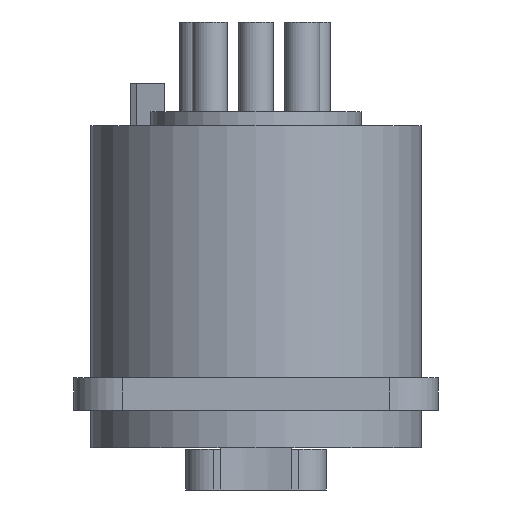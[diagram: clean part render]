
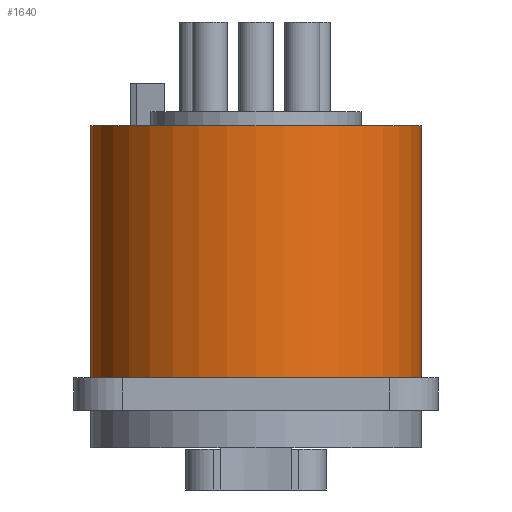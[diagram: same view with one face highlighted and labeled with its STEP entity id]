
A CAD part, front view. The second image highlights one B-rep face of the part: STEP entity #1640.
In plain terms, the highlighted cylindrical face has radius 11.8 mm (diameter 23.6 mm), a partial arc.
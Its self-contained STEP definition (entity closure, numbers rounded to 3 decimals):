
#161=CARTESIAN_POINT('',(0.,0.,2.3));
#162=DIRECTION('',(0.,0.,-1.));
#163=DIRECTION('',(1.,0.,0.));
#164=AXIS2_PLACEMENT_3D('',#161,#162,#163);
#218=DIRECTION('',(0.,0.,-1.));
#219=VECTOR('',#218,18.);
#220=CARTESIAN_POINT('',(-11.8,0.,20.3));
#221=LINE('',#220,#219);
#234=DIRECTION('',(0.,0.,-1.));
#235=VECTOR('',#234,18.);
#236=CARTESIAN_POINT('',(11.8,0.,20.3));
#237=LINE('',#236,#235);
#627=CARTESIAN_POINT('',(0.,0.,20.3));
#628=DIRECTION('',(0.,0.,-1.));
#629=DIRECTION('',(1.,0.,0.));
#630=AXIS2_PLACEMENT_3D('',#627,#628,#629);
#1029=CARTESIAN_POINT('',(-11.8,0.,20.3));
#1030=CARTESIAN_POINT('',(11.8,0.,20.3));
#1031=VERTEX_POINT('',#1029);
#1032=VERTEX_POINT('',#1030);
#1041=CARTESIAN_POINT('',(-11.8,0.,2.3));
#1042=VERTEX_POINT('',#1041);
#1043=CARTESIAN_POINT('',(11.8,0.,2.3));
#1044=VERTEX_POINT('',#1043);
#1628=CARTESIAN_POINT('',(0.,0.,20.3));
#1629=DIRECTION('',(0.,0.,-1.));
#1630=DIRECTION('',(-1.,0.,0.));
#1631=AXIS2_PLACEMENT_3D('',#1628,#1629,#1630);
#1632=CYLINDRICAL_SURFACE('',#1631,11.8);
#1633=ORIENTED_EDGE('',*,*,#1582,.F.);
#1635=ORIENTED_EDGE('',*,*,#1634,.F.);
#1636=ORIENTED_EDGE('',*,*,#1585,.T.);
#1637=ORIENTED_EDGE('',*,*,#1464,.T.);
#1638=EDGE_LOOP('',(#1633,#1635,#1636,#1637));
#1639=FACE_OUTER_BOUND('',#1638,.F.);
#1640=ADVANCED_FACE('',(#1639),#1632,.T.);
#165=CIRCLE('',#164,11.8);
#631=CIRCLE('',#630,11.8);
#1464=EDGE_CURVE('',#1044,#1042,#165,.T.);
#1582=EDGE_CURVE('',#1031,#1042,#221,.T.);
#1585=EDGE_CURVE('',#1032,#1044,#237,.T.);
#1634=EDGE_CURVE('',#1032,#1031,#631,.T.);
